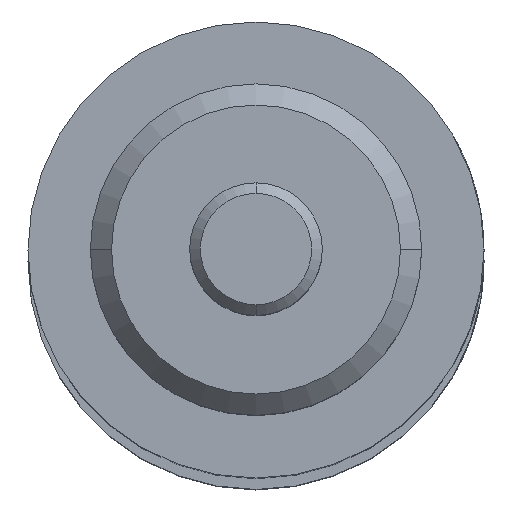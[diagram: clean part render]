
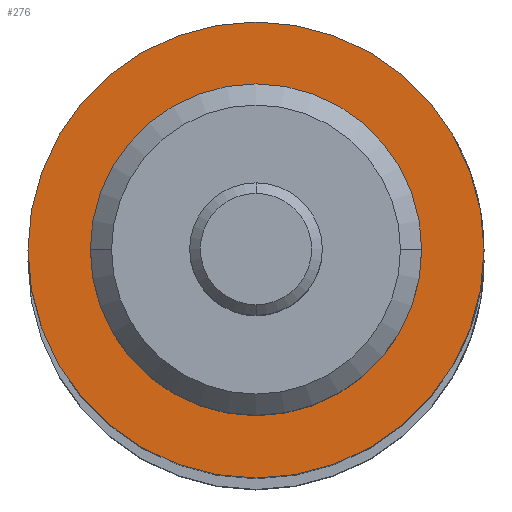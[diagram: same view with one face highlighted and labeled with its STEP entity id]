
A CAD part, top view. The second image highlights one B-rep face of the part: STEP entity #276.
In plain terms, the highlighted face is planar.
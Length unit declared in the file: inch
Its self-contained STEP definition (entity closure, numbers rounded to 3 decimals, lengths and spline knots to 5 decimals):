
#68 = VERTEX_POINT ( 'NONE', #2279 ) ;
#120 = FACE_OUTER_BOUND ( 'NONE', #2276, .T. ) ;
#160 = CARTESIAN_POINT ( 'NONE',  ( 0.5, 0., 0. ) ) ;
#276 = ADVANCED_FACE ( 'NONE', ( #1996, #120 ), #2711, .F. ) ;
#357 = DIRECTION ( 'NONE',  ( -1., 0., 0. ) ) ;
#404 = DIRECTION ( 'NONE',  ( 0., 0., 1. ) ) ;
#514 = CARTESIAN_POINT ( 'NONE',  ( 0.5, 0., -0.3125 ) ) ;
#584 = AXIS2_PLACEMENT_3D ( 'NONE', #2934, #596, #2240 ) ;
#596 = DIRECTION ( 'NONE',  ( 1., 0., 0. ) ) ;
#641 = CARTESIAN_POINT ( 'NONE',  ( 0.5, 0., 0. ) ) ;
#712 = CARTESIAN_POINT ( 'NONE',  ( 0.5, 0., 0. ) ) ;
#731 = CARTESIAN_POINT ( 'NONE',  ( 0.5, 0., 0.43 ) ) ;
#783 = AXIS2_PLACEMENT_3D ( 'NONE', #641, #2289, #888 ) ;
#864 = EDGE_CURVE ( 'NONE', #923, #68, #1058, .T. ) ;
#888 = DIRECTION ( 'NONE',  ( 0., 0., 1. ) ) ;
#914 = ORIENTED_EDGE ( 'NONE', *, *, #2269, .T. ) ;
#923 = VERTEX_POINT ( 'NONE', #514 ) ;
#950 = DIRECTION ( 'NONE',  ( 0., 0., 1. ) ) ;
#1058 = CIRCLE ( 'NONE', #783, 0.3125 ) ;
#1072 = AXIS2_PLACEMENT_3D ( 'NONE', #160, #1813, #404 ) ;
#1421 = EDGE_CURVE ( 'NONE', #68, #923, #2064, .T. ) ;
#1422 = ORIENTED_EDGE ( 'NONE', *, *, #1421, .F. ) ;
#1501 = VERTEX_POINT ( 'NONE', #731 ) ;
#1601 = AXIS2_PLACEMENT_3D ( 'NONE', #712, #2353, #950 ) ;
#1765 = CARTESIAN_POINT ( 'NONE',  ( 0.5, 0., 0. ) ) ;
#1813 = DIRECTION ( 'NONE',  ( -1., 0., 0. ) ) ;
#1939 = CARTESIAN_POINT ( 'NONE',  ( 0.5, 0., -0.43 ) ) ;
#1995 = DIRECTION ( 'NONE',  ( 0., 0., 1. ) ) ;
#1996 = FACE_BOUND ( 'NONE', #2043, .T. ) ;
#2043 = EDGE_LOOP ( 'NONE', ( #1422, #2729 ) ) ;
#2062 = CIRCLE ( 'NONE', #1072, 0.43 ) ;
#2064 = CIRCLE ( 'NONE', #1601, 0.3125 ) ;
#2090 = VERTEX_POINT ( 'NONE', #1939 ) ;
#2240 = DIRECTION ( 'NONE',  ( 0., 0., -1. ) ) ;
#2269 = EDGE_CURVE ( 'NONE', #2090, #1501, #2285, .T. ) ;
#2276 = EDGE_LOOP ( 'NONE', ( #2341, #914 ) ) ;
#2279 = CARTESIAN_POINT ( 'NONE',  ( 0.5, 0., 0.3125 ) ) ;
#2285 = CIRCLE ( 'NONE', #2997, 0.43 ) ;
#2289 = DIRECTION ( 'NONE',  ( -1., 0., 0. ) ) ;
#2341 = ORIENTED_EDGE ( 'NONE', *, *, #2405, .T. ) ;
#2353 = DIRECTION ( 'NONE',  ( -1., 0., 0. ) ) ;
#2405 = EDGE_CURVE ( 'NONE', #1501, #2090, #2062, .T. ) ;
#2711 = PLANE ( 'NONE',  #584 ) ;
#2729 = ORIENTED_EDGE ( 'NONE', *, *, #864, .F. ) ;
#2934 = CARTESIAN_POINT ( 'NONE',  ( 0.5, 0.43, 0. ) ) ;
#2997 = AXIS2_PLACEMENT_3D ( 'NONE', #1765, #357, #1995 ) ;
